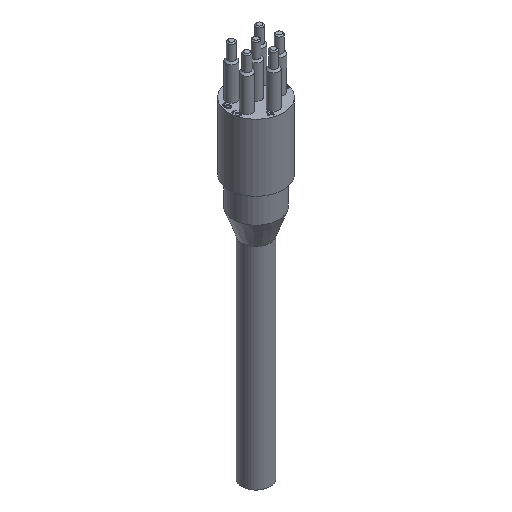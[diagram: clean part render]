
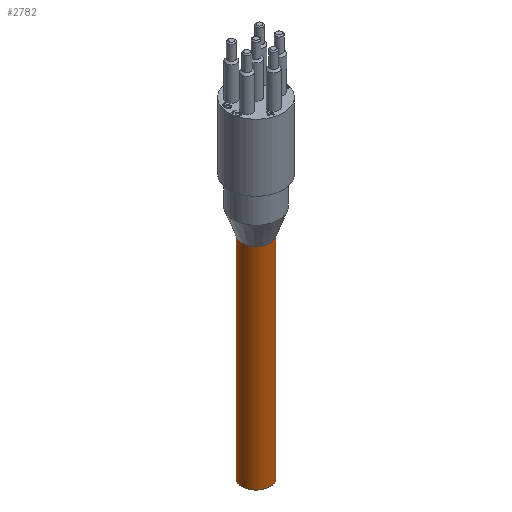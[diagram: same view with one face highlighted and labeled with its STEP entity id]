
A CAD part, isometric view. The second image highlights one B-rep face of the part: STEP entity #2782.
In plain terms, the highlighted cylindrical face has radius 4 mm (diameter 8 mm), a full revolution.
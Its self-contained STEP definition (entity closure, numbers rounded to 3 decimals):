
#24=CYLINDRICAL_SURFACE($,#2908,4.);
#71=CIRCLE($,#2909,4.);
#72=CIRCLE($,#2910,4.);
#117=FACE_BOUND($,#525,.T.);
#332=FACE_OUTER_BOUND($,#524,.T.);
#524=EDGE_LOOP($,(#2406));
#525=EDGE_LOOP($,(#2407));
#1321=VERTEX_POINT($,#4963);
#1322=VERTEX_POINT($,#4965);
#1687=EDGE_CURVE($,#1321,#1321,#71,.T.);
#1688=EDGE_CURVE($,#1322,#1322,#72,.T.);
#2406=ORIENTED_EDGE($,*,*,#1687,.T.);
#2407=ORIENTED_EDGE($,*,*,#1688,.F.);
#2782=ADVANCED_FACE($,(#332,#117),#24,.T.);
#2908=AXIS2_PLACEMENT_3D($,#4962,#3358,#3359);
#2909=AXIS2_PLACEMENT_3D($,#4964,#3360,#3361);
#2910=AXIS2_PLACEMENT_3D($,#4966,#3362,#3363);
#3358=DIRECTION('center_axis',(0.,0.,-1.));
#3359=DIRECTION('ref_axis',(1.,0.,0.));
#3360=DIRECTION('center_axis',(0.,0.,1.));
#3361=DIRECTION('ref_axis',(1.,0.,0.));
#3362=DIRECTION('center_axis',(0.,0.,1.));
#3363=DIRECTION('ref_axis',(1.,0.,0.));
#4962=CARTESIAN_POINT('Origin',(0.,0.,-15.));
#4963=CARTESIAN_POINT('',(-4.,0.,-75.));
#4964=CARTESIAN_POINT('Origin',(0.,0.,-75.));
#4965=CARTESIAN_POINT('',(4.,0.,-15.));
#4966=CARTESIAN_POINT('Origin',(0.,0.,-15.));
